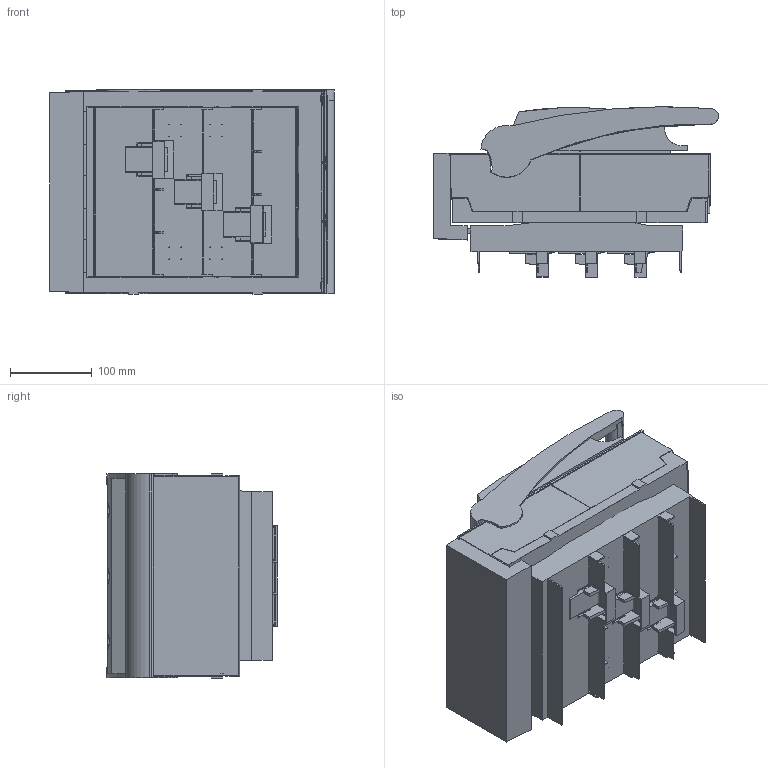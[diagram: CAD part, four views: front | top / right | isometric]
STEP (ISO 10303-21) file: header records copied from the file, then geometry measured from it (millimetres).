
FILE_DESCRIPTION((''),'2;1');
FILE_NAME('XLP2-A60-120-B-BELOW','2024-01-12T10:40:22',('86177'),(''),'CREO PARAMETRIC BY PTC INC, 2016390','CREO PARAMETRIC BY PTC INC, 2016390','');
FILE_SCHEMA(('AUTOMOTIVE_DESIGN { 1 0 10303 214 1 1 1 1 }'));
Products named in the file (1): XLP2-A60-120-B-BELOW
Bounding box: 348.27 x 208.06 x 249.5 mm (x, y, z)
Surface area: 949353 mm2 (no closed solid volume)
Topology: 0 solids, 57 shells, 1493 faces, 4893 edges, 3494 vertices
Faces by surface type: plane 1308, cylinder 119, cone 50, torus 15, extrusion 1
Entity records: 69291 total; most frequent: CARTESIAN_POINT 11239, ORIENTED_EDGE 8744, DIRECTION 7992, EDGE_CURVE 4893, PRESENTATION_STYLE_ASSIGNMENT 4788, STYLED_ITEM 4617, CURVE_STYLE 4498, VECTOR 4260
